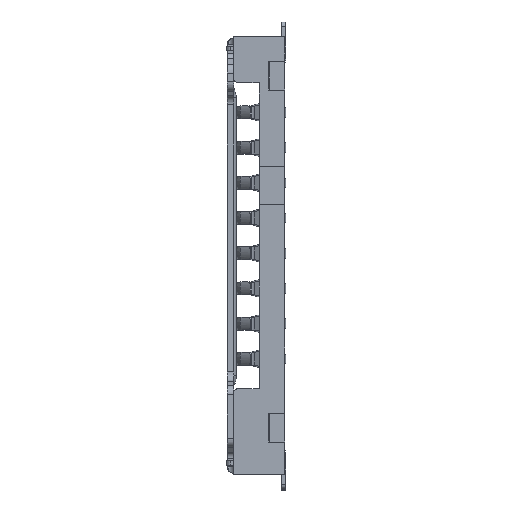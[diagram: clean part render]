
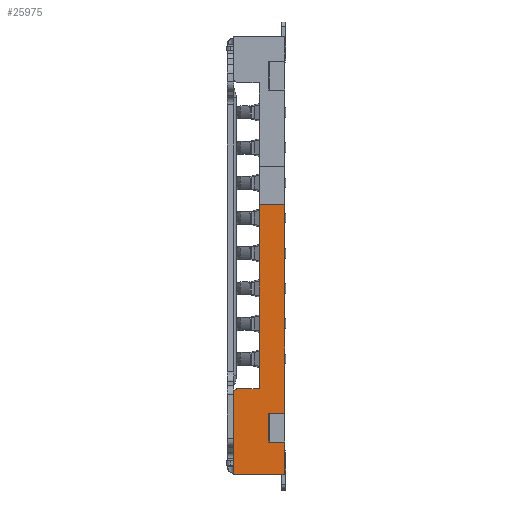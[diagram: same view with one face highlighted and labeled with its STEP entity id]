
A CAD part, left-side view. The second image highlights one B-rep face of the part: STEP entity #25975.
In plain terms, the highlighted planar face has unit normal (-1, 0, 0).
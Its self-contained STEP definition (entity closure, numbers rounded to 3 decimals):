
#1301=CIRCLE('',#28426,0.15);
#8027=ORIENTED_EDGE('',*,*,#12308,.F.);
#8028=ORIENTED_EDGE('',*,*,#12891,.T.);
#8029=ORIENTED_EDGE('',*,*,#12370,.F.);
#8030=ORIENTED_EDGE('',*,*,#13017,.F.);
#8031=ORIENTED_EDGE('',*,*,#12338,.F.);
#8032=ORIENTED_EDGE('',*,*,#12890,.T.);
#8033=ORIENTED_EDGE('',*,*,#13018,.T.);
#8034=ORIENTED_EDGE('',*,*,#12592,.F.);
#8035=ORIENTED_EDGE('',*,*,#13019,.F.);
#8036=ORIENTED_EDGE('',*,*,#13020,.F.);
#8037=ORIENTED_EDGE('',*,*,#13021,.F.);
#12308=EDGE_CURVE('',#15277,#15279,#17735,.T.);
#12338=EDGE_CURVE('',#15308,#15306,#17765,.T.);
#12370=EDGE_CURVE('',#15338,#15340,#17790,.T.);
#12592=EDGE_CURVE('',#15544,#15545,#17969,.T.);
#12890=EDGE_CURVE('',#15308,#15791,#18224,.T.);
#12891=EDGE_CURVE('',#15277,#15340,#18225,.T.);
#13017=EDGE_CURVE('',#15306,#15338,#18328,.T.);
#13018=EDGE_CURVE('',#15791,#15545,#18329,.T.);
#13019=EDGE_CURVE('',#15878,#15544,#18330,.T.);
#13020=EDGE_CURVE('',#15879,#15878,#1301,.T.);
#13021=EDGE_CURVE('',#15279,#15879,#18331,.T.);
#15277=VERTEX_POINT('',#43219);
#15279=VERTEX_POINT('',#43222);
#15306=VERTEX_POINT('',#43282);
#15308=VERTEX_POINT('',#43286);
#15338=VERTEX_POINT('',#43356);
#15340=VERTEX_POINT('',#43359);
#15544=VERTEX_POINT('',#43836);
#15545=VERTEX_POINT('',#43838);
#15791=VERTEX_POINT('',#44442);
#15878=VERTEX_POINT('',#44690);
#15879=VERTEX_POINT('',#44692);
#17735=LINE('',#43221,#20355);
#17765=LINE('',#43287,#20385);
#17790=LINE('',#43358,#20410);
#17969=LINE('',#43837,#20589);
#18224=LINE('',#44443,#20844);
#18225=LINE('',#44444,#20845);
#18328=LINE('',#44687,#20948);
#18329=LINE('',#44688,#20949);
#18330=LINE('',#44689,#20950);
#18331=LINE('',#44693,#20951);
#20355=VECTOR('',#33971,1000.);
#20385=VECTOR('',#34013,1000.);
#20410=VECTOR('',#34068,1000.);
#20589=VECTOR('',#34437,1000.);
#20844=VECTOR('',#34900,1000.);
#20845=VECTOR('',#34901,1000.);
#20948=VECTOR('',#35112,1000.);
#20949=VECTOR('',#35113,1000.);
#20950=VECTOR('',#35114,1000.);
#20951=VECTOR('',#35117,1000.);
#22455=EDGE_LOOP('',(#8027,#8028,#8029,#8030,#8031,#8032,#8033,#8034,#8035,
#8036,#8037));
#23860=FACE_BOUND('',#22455,.T.);
#24697=PLANE('',#28425);
#25975=ADVANCED_FACE('',(#23860),#24697,.F.);
#28425=AXIS2_PLACEMENT_3D('',#44686,#35110,#35111);
#28426=AXIS2_PLACEMENT_3D('',#44691,#35115,#35116);
#33971=DIRECTION('',(0.,0.,1.));
#34013=DIRECTION('',(0.,0.,1.));
#34068=DIRECTION('',(0.,0.,-1.));
#34437=DIRECTION('',(0.,-1.,0.));
#34900=DIRECTION('',(0.,-1.,0.));
#34901=DIRECTION('',(0.,-1.,0.));
#35110=DIRECTION('',(1.,0.,0.));
#35111=DIRECTION('',(0.,1.,0.));
#35112=DIRECTION('',(0.,1.,0.));
#35113=DIRECTION('',(0.,0.,1.));
#35114=DIRECTION('',(0.,0.,-1.));
#35115=DIRECTION('',(1.,0.,0.));
#35116=DIRECTION('',(0.,0.,-1.));
#35117=DIRECTION('',(0.,-1.,0.));
#43219=CARTESIAN_POINT('',(-6.75,6.85,-0.95));
#43221=CARTESIAN_POINT('',(-6.75,6.85,-0.982));
#43222=CARTESIAN_POINT('',(-6.75,6.85,0.65));
#43282=CARTESIAN_POINT('',(-6.75,4.92,-0.45));
#43286=CARTESIAN_POINT('',(-6.75,4.92,-0.95));
#43287=CARTESIAN_POINT('',(-6.75,4.92,-0.973));
#43356=CARTESIAN_POINT('',(-6.75,5.82,-0.45));
#43358=CARTESIAN_POINT('',(-6.75,5.82,-0.427));
#43359=CARTESIAN_POINT('',(-6.75,5.82,-0.95));
#43836=CARTESIAN_POINT('',(-6.75,4.149,-0.15));
#43837=CARTESIAN_POINT('',(-6.75,1.886,-0.15));
#43838=CARTESIAN_POINT('',(-6.75,-1.6,-0.15));
#44442=CARTESIAN_POINT('',(-6.75,-1.6,-0.95));
#44443=CARTESIAN_POINT('',(-6.75,-2.719,-0.95));
#44444=CARTESIAN_POINT('',(-6.75,-2.719,-0.95));
#44686=CARTESIAN_POINT('',(-6.75,-2.719,0.682));
#44687=CARTESIAN_POINT('',(-6.75,-5.627,-0.45));
#44688=CARTESIAN_POINT('',(-6.75,-1.6,0.682));
#44689=CARTESIAN_POINT('',(-6.75,4.149,-0.173));
#44690=CARTESIAN_POINT('',(-6.75,4.149,0.5));
#44691=CARTESIAN_POINT('',(-6.75,4.299,0.5));
#44692=CARTESIAN_POINT('',(-6.75,4.299,0.65));
#44693=CARTESIAN_POINT('',(-6.75,-6.876,0.65));
